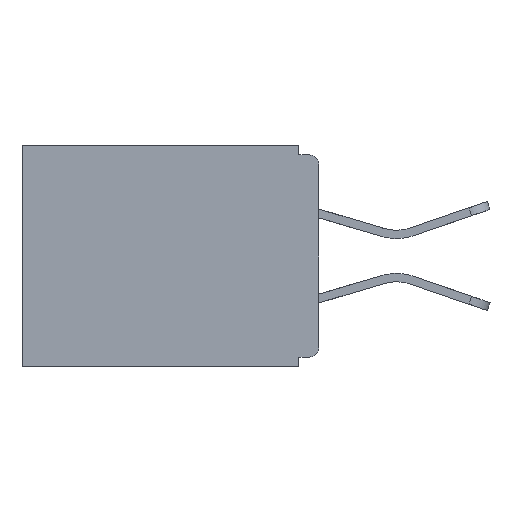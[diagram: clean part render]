
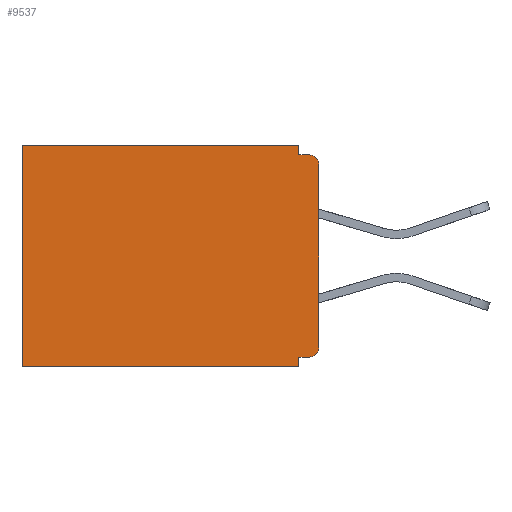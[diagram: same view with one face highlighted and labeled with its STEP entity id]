
A CAD part, left-side view. The second image highlights one B-rep face of the part: STEP entity #9537.
In plain terms, the highlighted planar face has unit normal (-1, 0, 0).
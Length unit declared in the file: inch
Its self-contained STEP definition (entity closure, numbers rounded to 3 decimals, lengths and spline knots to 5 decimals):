
#252 = DIRECTION ( 'NONE',  ( 0., 0., -1. ) ) ;
#265 = CARTESIAN_POINT ( 'NONE',  ( 0.298, 0.015, -0.328 ) ) ;
#704 = DIRECTION ( 'NONE',  ( 0., 0., -1. ) ) ;
#878 = CARTESIAN_POINT ( 'NONE',  ( 0.298, 0.46, -0.343 ) ) ;
#961 = ORIENTED_EDGE ( 'NONE', *, *, #14448, .F. ) ;
#982 = CARTESIAN_POINT ( 'NONE',  ( 0.298, 0., -0.015 ) ) ;
#1883 = ORIENTED_EDGE ( 'NONE', *, *, #4511, .F. ) ;
#1898 = EDGE_CURVE ( 'NONE', #14939, #2368, #12110, .T. ) ;
#1972 = ORIENTED_EDGE ( 'NONE', *, *, #4486, .F. ) ;
#2096 = LINE ( 'NONE', #982, #12671 ) ;
#2368 = VERTEX_POINT ( 'NONE', #13631 ) ;
#2391 = VERTEX_POINT ( 'NONE', #19362 ) ;
#2753 = CARTESIAN_POINT ( 'NONE',  ( 0.298, 0.015, -0.015 ) ) ;
#2778 = VERTEX_POINT ( 'NONE', #16299 ) ;
#3866 = DIRECTION ( 'NONE',  ( 0., 0., -1. ) ) ;
#4345 = VERTEX_POINT ( 'NONE', #878 ) ;
#4422 = VECTOR ( 'NONE', #12765, 39.37008 ) ;
#4486 = EDGE_CURVE ( 'NONE', #2778, #7881, #15986, .T. ) ;
#4511 = EDGE_CURVE ( 'NONE', #5982, #4345, #13241, .T. ) ;
#4609 = DIRECTION ( 'NONE',  ( 0., 0., -1. ) ) ;
#4968 = DIRECTION ( 'NONE',  ( -1., 0., 0. ) ) ;
#5019 = CARTESIAN_POINT ( 'NONE',  ( 0.298, 0.031, -0.343 ) ) ;
#5096 = CARTESIAN_POINT ( 'NONE',  ( 0.298, 0.015, -0.313 ) ) ;
#5305 = CARTESIAN_POINT ( 'NONE',  ( 0.298, 0., -0.313 ) ) ;
#5493 = CIRCLE ( 'NONE', #5563, 0.015 ) ;
#5563 = AXIS2_PLACEMENT_3D ( 'NONE', #7640, #18829, #9182 ) ;
#5674 = CARTESIAN_POINT ( 'NONE',  ( 0.298, 0., 0. ) ) ;
#5748 = DIRECTION ( 'NONE',  ( 0., -1., 0. ) ) ;
#5805 = EDGE_CURVE ( 'NONE', #14021, #4345, #20738, .T. ) ;
#5909 = VECTOR ( 'NONE', #704, 39.37008 ) ;
#5982 = VERTEX_POINT ( 'NONE', #8548 ) ;
#6783 = VERTEX_POINT ( 'NONE', #2753 ) ;
#7084 = AXIS2_PLACEMENT_3D ( 'NONE', #20418, #12405, #18874 ) ;
#7490 = EDGE_CURVE ( 'NONE', #2778, #6783, #5493, .T. ) ;
#7640 = CARTESIAN_POINT ( 'NONE',  ( 0.298, 0.015, -0.03 ) ) ;
#7678 = EDGE_CURVE ( 'NONE', #19501, #7881, #12309, .T. ) ;
#7881 = VERTEX_POINT ( 'NONE', #5305 ) ;
#8285 = DIRECTION ( 'NONE',  ( 0., 1., 0. ) ) ;
#8407 = AXIS2_PLACEMENT_3D ( 'NONE', #5096, #4968, #252 ) ;
#8449 = VECTOR ( 'NONE', #12838, 39.37008 ) ;
#8548 = CARTESIAN_POINT ( 'NONE',  ( 0.298, 0.031, -0.343 ) ) ;
#8900 = EDGE_CURVE ( 'NONE', #14939, #14021, #14507, .T. ) ;
#9182 = DIRECTION ( 'NONE',  ( 0., 0., -1. ) ) ;
#9337 = ORIENTED_EDGE ( 'NONE', *, *, #14628, .F. ) ;
#9537 = ADVANCED_FACE ( 'NONE', ( #20262 ), #20576, .F. ) ;
#9885 = ORIENTED_EDGE ( 'NONE', *, *, #15466, .F. ) ;
#11403 = CARTESIAN_POINT ( 'NONE',  ( 0.298, 0., -0.328 ) ) ;
#11626 = CARTESIAN_POINT ( 'NONE',  ( 0.298, 0.46, 0. ) ) ;
#11924 = LINE ( 'NONE', #11403, #14656 ) ;
#12110 = LINE ( 'NONE', #15234, #20165 ) ;
#12309 = CIRCLE ( 'NONE', #8407, 0.015 ) ;
#12405 = DIRECTION ( 'NONE',  ( 1., 0., 0. ) ) ;
#12671 = VECTOR ( 'NONE', #5748, 39.37008 ) ;
#12765 = DIRECTION ( 'NONE',  ( 0., 1., 0. ) ) ;
#12838 = DIRECTION ( 'NONE',  ( 0., 1., 0. ) ) ;
#12848 = CARTESIAN_POINT ( 'NONE',  ( 0.298, 0.46, 0. ) ) ;
#12853 = ORIENTED_EDGE ( 'NONE', *, *, #5805, .T. ) ;
#12861 = VECTOR ( 'NONE', #16484, 39.37008 ) ;
#13241 = LINE ( 'NONE', #20381, #8449 ) ;
#13321 = CARTESIAN_POINT ( 'NONE',  ( 0.298, 0.031, 0. ) ) ;
#13535 = ORIENTED_EDGE ( 'NONE', *, *, #8900, .T. ) ;
#13631 = CARTESIAN_POINT ( 'NONE',  ( 0.298, 0.031, -0.015 ) ) ;
#14021 = VERTEX_POINT ( 'NONE', #11626 ) ;
#14448 = EDGE_CURVE ( 'NONE', #2368, #6783, #2096, .T. ) ;
#14507 = LINE ( 'NONE', #15832, #4422 ) ;
#14628 = EDGE_CURVE ( 'NONE', #19501, #2391, #11924, .T. ) ;
#14656 = VECTOR ( 'NONE', #8285, 39.37008 ) ;
#14939 = VERTEX_POINT ( 'NONE', #13321 ) ;
#15234 = CARTESIAN_POINT ( 'NONE',  ( 0.298, 0.031, -0.343 ) ) ;
#15466 = EDGE_CURVE ( 'NONE', #2391, #5982, #17393, .T. ) ;
#15641 = ORIENTED_EDGE ( 'NONE', *, *, #1898, .F. ) ;
#15741 = EDGE_LOOP ( 'NONE', ( #18077, #961, #15641, #13535, #12853, #1883, #9885, #9337, #18638, #1972 ) ) ;
#15832 = CARTESIAN_POINT ( 'NONE',  ( 0.298, 0., 0. ) ) ;
#15918 = VECTOR ( 'NONE', #4609, 39.37008 ) ;
#15986 = LINE ( 'NONE', #5674, #5909 ) ;
#16299 = CARTESIAN_POINT ( 'NONE',  ( 0.298, 0., -0.03 ) ) ;
#16484 = DIRECTION ( 'NONE',  ( 0., 0., -1. ) ) ;
#17393 = LINE ( 'NONE', #5019, #12861 ) ;
#18077 = ORIENTED_EDGE ( 'NONE', *, *, #7490, .T. ) ;
#18638 = ORIENTED_EDGE ( 'NONE', *, *, #7678, .T. ) ;
#18829 = DIRECTION ( 'NONE',  ( -1., 0., 0. ) ) ;
#18874 = DIRECTION ( 'NONE',  ( 0., 0., -1. ) ) ;
#19362 = CARTESIAN_POINT ( 'NONE',  ( 0.298, 0.031, -0.328 ) ) ;
#19501 = VERTEX_POINT ( 'NONE', #265 ) ;
#20165 = VECTOR ( 'NONE', #3866, 39.37008 ) ;
#20262 = FACE_OUTER_BOUND ( 'NONE', #15741, .T. ) ;
#20381 = CARTESIAN_POINT ( 'NONE',  ( 0.298, 0., -0.343 ) ) ;
#20418 = CARTESIAN_POINT ( 'NONE',  ( 0.298, 0., 0. ) ) ;
#20576 = PLANE ( 'NONE',  #7084 ) ;
#20738 = LINE ( 'NONE', #12848, #15918 ) ;
